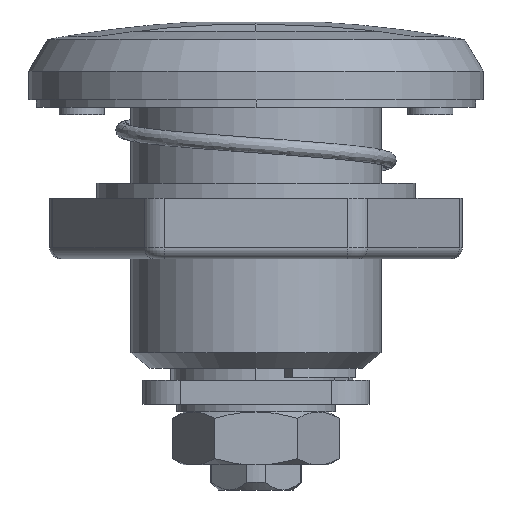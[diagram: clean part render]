
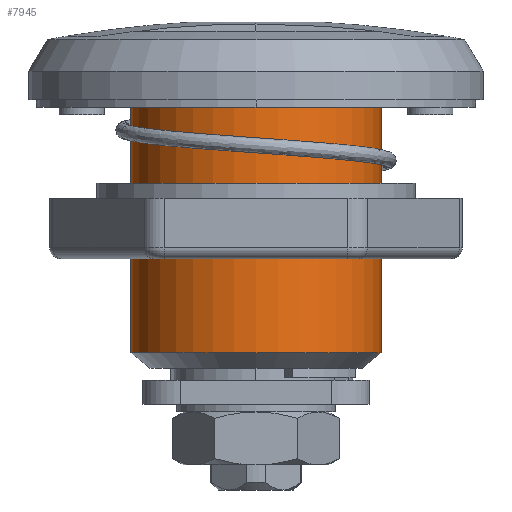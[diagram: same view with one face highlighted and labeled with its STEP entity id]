
A CAD part, left-side view. The second image highlights one B-rep face of the part: STEP entity #7945.
In plain terms, the highlighted cylindrical face has radius 16.5 mm (diameter 33 mm), a partial arc.
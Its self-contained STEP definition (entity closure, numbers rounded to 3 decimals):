
#298 = DIRECTION ( 'NONE',  ( 0., 0., 1. ) ) ;
#733 = DIRECTION ( 'NONE',  ( 0., 0., 1. ) ) ;
#857 = ORIENTED_EDGE ( 'NONE', *, *, #6642, .F. ) ;
#906 = DIRECTION ( 'NONE',  ( 0., -1., 0. ) ) ;
#1267 = CARTESIAN_POINT ( 'NONE',  ( 0., -16.5, 21.803 ) ) ;
#1598 = VERTEX_POINT ( 'NONE', #2316 ) ;
#1841 = EDGE_LOOP ( 'NONE', ( #857, #10366, #5106, #3357 ) ) ;
#2018 = DIRECTION ( 'NONE',  ( 0., 0., 1. ) ) ;
#2054 = CARTESIAN_POINT ( 'NONE',  ( 0., 16.5, 21.803 ) ) ;
#2259 = VERTEX_POINT ( 'NONE', #8329 ) ;
#2316 = CARTESIAN_POINT ( 'NONE',  ( 0., -16.5, 0. ) ) ;
#3319 = VECTOR ( 'NONE', #298, 1000. ) ;
#3357 = ORIENTED_EDGE ( 'NONE', *, *, #10346, .F. ) ;
#3405 = EDGE_CURVE ( 'NONE', #2259, #10244, #3952, .T. ) ;
#3826 = LINE ( 'NONE', #2054, #3319 ) ;
#3952 = CIRCLE ( 'NONE', #6097, 16.5 ) ;
#4243 = EDGE_CURVE ( 'NONE', #10244, #1598, #8391, .T. ) ;
#4961 = CARTESIAN_POINT ( 'NONE',  ( 0., 0., -33.4 ) ) ;
#5106 = ORIENTED_EDGE ( 'NONE', *, *, #4243, .T. ) ;
#5296 = DIRECTION ( 'NONE',  ( 0., -1., 0. ) ) ;
#5522 = FACE_OUTER_BOUND ( 'NONE', #1841, .T. ) ;
#6097 = AXIS2_PLACEMENT_3D ( 'NONE', #4961, #7390, #906 ) ;
#6642 = EDGE_CURVE ( 'NONE', #2259, #9802, #3826, .T. ) ;
#6670 = AXIS2_PLACEMENT_3D ( 'NONE', #6810, #2018, #5296 ) ;
#6751 = CIRCLE ( 'NONE', #6670, 16.5 ) ;
#6810 = CARTESIAN_POINT ( 'NONE',  ( 0., 0., 0. ) ) ;
#6840 = DIRECTION ( 'NONE',  ( 0., 0., 1. ) ) ;
#7099 = DIRECTION ( 'NONE',  ( 0., -1., 0. ) ) ;
#7390 = DIRECTION ( 'NONE',  ( 0., 0., 1. ) ) ;
#7838 = CARTESIAN_POINT ( 'NONE',  ( 0., 0., 21.803 ) ) ;
#7945 = ADVANCED_FACE ( 'NONE', ( #5522 ), #9040, .T. ) ;
#8329 = CARTESIAN_POINT ( 'NONE',  ( 0., 16.5, -33.4 ) ) ;
#8391 = LINE ( 'NONE', #1267, #9638 ) ;
#8546 = CARTESIAN_POINT ( 'NONE',  ( 0., 16.5, 0. ) ) ;
#9040 = CYLINDRICAL_SURFACE ( 'NONE', #9286, 16.5 ) ;
#9286 = AXIS2_PLACEMENT_3D ( 'NONE', #7838, #733, #7099 ) ;
#9638 = VECTOR ( 'NONE', #6840, 1000. ) ;
#9802 = VERTEX_POINT ( 'NONE', #8546 ) ;
#9818 = CARTESIAN_POINT ( 'NONE',  ( 0., -16.5, -33.4 ) ) ;
#10244 = VERTEX_POINT ( 'NONE', #9818 ) ;
#10346 = EDGE_CURVE ( 'NONE', #9802, #1598, #6751, .T. ) ;
#10366 = ORIENTED_EDGE ( 'NONE', *, *, #3405, .T. ) ;
